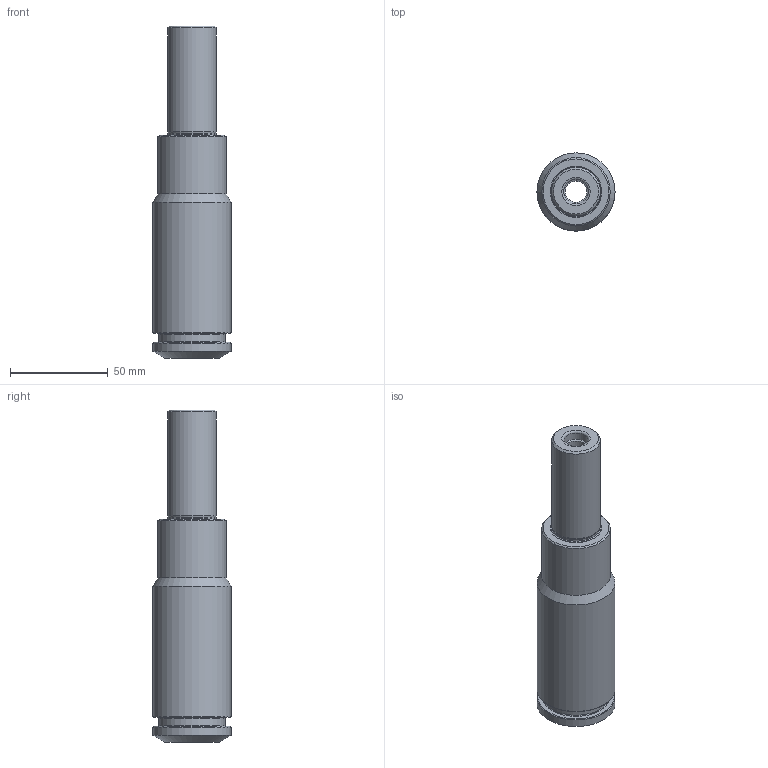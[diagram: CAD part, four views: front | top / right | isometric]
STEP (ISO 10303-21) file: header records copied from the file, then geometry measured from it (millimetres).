
FILE_DESCRIPTION(/* description */ (''),/* implementation_level */ '2;1');
FILE_NAME(/* name */ '802025120.stp',/* time_stamp */ '2023-02-16T13:54:25',/* author */ ('RJE'),/* organization */ ('REGO-FIX'),/* preprocessor_version */ ' Unknown',/* originating_system */ 'SIEMENS PLM Software Solid Edge ST10',/* authorization */ 'Unknown');
FILE_SCHEMA (('AUTOMOTIVE_DESIGN { 1 0 10303 214 2 1 1}'));
Length unit declared in the file: millimetre
Products named in the file (1): NOCUT
Bounding box: 40 x 40 x 170 mm (x, y, z)
Volume: 118329.7 mm3; surface area: 28795.8 mm2
Topology: 1 solids, 1 shells, 32 faces, 63 edges, 37 vertices
Faces by surface type: cone 11, cylinder 10, plane 6, torus 5
Full cylindrical faces by diameter (mm): 10.917 x2, 12.5 x1, 24.6 x1, 25 x2, 34 x1, 35 x1, 40 x2
Entity records: 910 total; most frequent: DIRECTION 136, CARTESIAN_POINT 100, AXIS2_PLACEMENT_3D 68, ORIENTED_EDGE 64, EDGE_LOOP 64, FACE_BOUND 64, EDGE_CURVE 32, VERTEX_POINT 32
